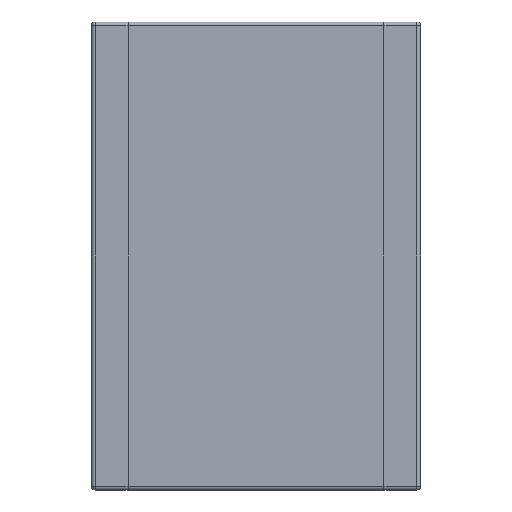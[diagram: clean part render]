
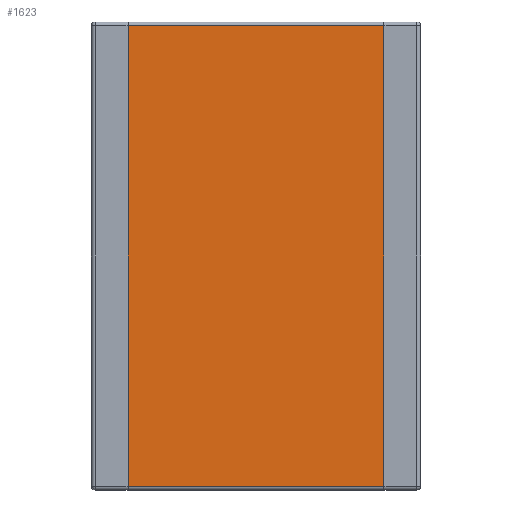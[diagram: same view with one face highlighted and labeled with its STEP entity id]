
A CAD part, front view. The second image highlights one B-rep face of the part: STEP entity #1623.
In plain terms, the highlighted planar face has unit normal (0, -1, 0).
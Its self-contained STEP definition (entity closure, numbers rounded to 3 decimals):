
#21 = VERTEX_POINT ( 'NONE', #366 ) ;
#22 = EDGE_CURVE ( 'NONE', #21, #139, #365, .T. ) ;
#60 = VERTEX_POINT ( 'NONE', #486 ) ;
#122 = EDGE_CURVE ( 'NONE', #60, #123, #691, .T. ) ;
#123 = VERTEX_POINT ( 'NONE', #687 ) ;
#139 = VERTEX_POINT ( 'NONE', #740 ) ;
#362 = DIRECTION ( 'NONE',  ( 0., 0., 1. ) ) ;
#363 = VECTOR ( 'NONE', #362, 1000. ) ;
#364 = CARTESIAN_POINT ( 'NONE',  ( -1.75, 0., -3.2 ) ) ;
#365 = LINE ( 'NONE', #364, #363 ) ;
#366 = CARTESIAN_POINT ( 'NONE',  ( -1.75, 0., -3.15 ) ) ;
#486 = CARTESIAN_POINT ( 'NONE',  ( 1.75, 0., 3.15 ) ) ;
#687 = CARTESIAN_POINT ( 'NONE',  ( 1.75, 0., -3.15 ) ) ;
#688 = DIRECTION ( 'NONE',  ( 0., 0., -1. ) ) ;
#689 = VECTOR ( 'NONE', #688, 1000. ) ;
#690 = CARTESIAN_POINT ( 'NONE',  ( 1.75, 0., -3.2 ) ) ;
#691 = LINE ( 'NONE', #690, #689 ) ;
#740 = CARTESIAN_POINT ( 'NONE',  ( -1.75, 0., 3.15 ) ) ;
#1395 = FACE_OUTER_BOUND ( 'NONE', #1625, .T. ) ;
#1437 = DIRECTION ( 'NONE',  ( 0., 0., -1. ) ) ;
#1438 = DIRECTION ( 'NONE',  ( 0., -1., 0. ) ) ;
#1439 = CARTESIAN_POINT ( 'NONE',  ( 2.25, 0., -3.2 ) ) ;
#1440 = AXIS2_PLACEMENT_3D ( 'NONE', #1439, #1438, #1437 ) ;
#1441 = PLANE ( 'NONE',  #1440 ) ;
#1514 = DIRECTION ( 'NONE',  ( 1., 0., 0. ) ) ;
#1515 = VECTOR ( 'NONE', #1514, 1000. ) ;
#1516 = CARTESIAN_POINT ( 'NONE',  ( 2.25, 0., -3.15 ) ) ;
#1518 = LINE ( 'NONE', #1516, #1515 ) ;
#1519 = DIRECTION ( 'NONE',  ( -1., 0., 0. ) ) ;
#1520 = VECTOR ( 'NONE', #1519, 1000. ) ;
#1521 = CARTESIAN_POINT ( 'NONE',  ( -2.25, 0., 3.15 ) ) ;
#1522 = LINE ( 'NONE', #1521, #1520 ) ;
#1623 = ADVANCED_FACE ( 'NONE', ( #1395 ), #1441, .T. ) ;
#1625 = EDGE_LOOP ( 'NONE', ( #1656, #1657, #1659, #1655 ) ) ;
#1654 = EDGE_CURVE ( 'NONE', #60, #139, #1522, .T. ) ;
#1655 = ORIENTED_EDGE ( 'NONE', *, *, #1654, .T. ) ;
#1656 = ORIENTED_EDGE ( 'NONE', *, *, #22, .F. ) ;
#1657 = ORIENTED_EDGE ( 'NONE', *, *, #1658, .T. ) ;
#1658 = EDGE_CURVE ( 'NONE', #21, #123, #1518, .T. ) ;
#1659 = ORIENTED_EDGE ( 'NONE', *, *, #122, .F. ) ;
